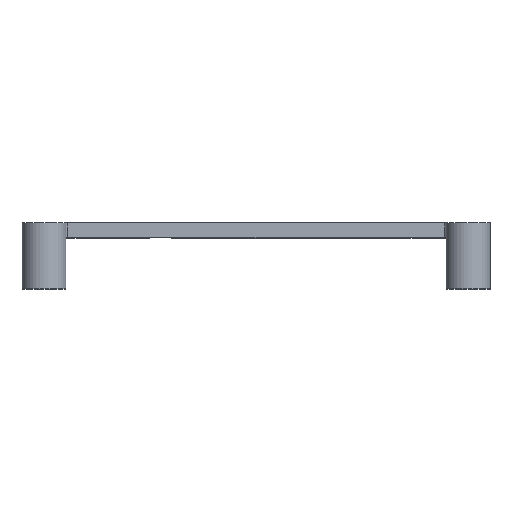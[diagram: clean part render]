
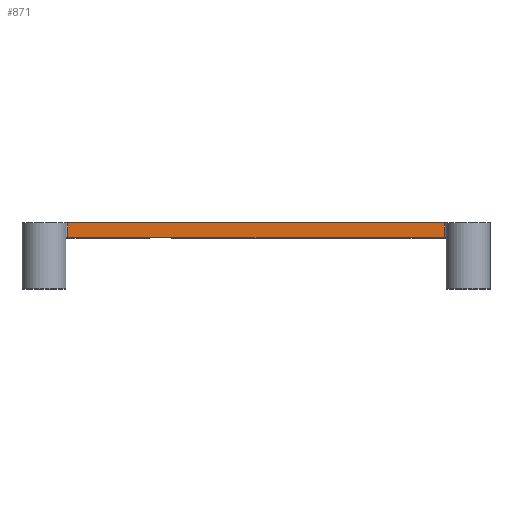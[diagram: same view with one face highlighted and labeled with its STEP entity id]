
A CAD part, top view. The second image highlights one B-rep face of the part: STEP entity #871.
In plain terms, the highlighted planar face has unit normal (0, 0, 1).
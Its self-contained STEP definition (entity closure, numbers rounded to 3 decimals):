
#33=PLANE('',#959);
#66=FACE_OUTER_BOUND('',#113,.T.);
#113=EDGE_LOOP('',(#675,#676,#677,#678));
#159=LINE('',#1313,#239);
#191=LINE('',#1418,#271);
#194=LINE('',#1425,#274);
#196=LINE('',#1430,#276);
#239=VECTOR('',#1037,10.);
#271=VECTOR('',#1135,10.);
#274=VECTOR('',#1142,10.);
#276=VECTOR('',#1148,10.);
#372=VERTEX_POINT('',#1310);
#373=VERTEX_POINT('',#1312);
#413=VERTEX_POINT('',#1416);
#415=VERTEX_POINT('',#1424);
#459=EDGE_CURVE('',#373,#372,#159,.T.);
#512=EDGE_CURVE('',#413,#372,#191,.T.);
#515=EDGE_CURVE('',#373,#415,#194,.T.);
#518=EDGE_CURVE('',#415,#413,#196,.T.);
#675=ORIENTED_EDGE('',*,*,#512,.F.);
#676=ORIENTED_EDGE('',*,*,#518,.F.);
#677=ORIENTED_EDGE('',*,*,#515,.F.);
#678=ORIENTED_EDGE('',*,*,#459,.T.);
#871=ADVANCED_FACE('',(#66),#33,.T.);
#959=AXIS2_PLACEMENT_3D('',#1429,#1146,#1147);
#1037=DIRECTION('',(1.,0.,0.));
#1135=DIRECTION('',(0.,-1.,0.));
#1142=DIRECTION('',(0.,1.,0.));
#1146=DIRECTION('center_axis',(0.,0.,1.));
#1147=DIRECTION('ref_axis',(1.,0.,0.));
#1148=DIRECTION('',(1.,0.,0.));
#1310=CARTESIAN_POINT('',(54.75,0.,-4.));
#1312=CARTESIAN_POINT('',(3.25,0.,-4.));
#1313=CARTESIAN_POINT('',(3.,0.,-4.));
#1416=CARTESIAN_POINT('',(54.75,2.,-4.));
#1418=CARTESIAN_POINT('',(54.75,0.,-4.));
#1424=CARTESIAN_POINT('',(3.25,2.,-4.));
#1425=CARTESIAN_POINT('',(3.25,0.,-4.));
#1429=CARTESIAN_POINT('Origin',(3.,0.,-4.));
#1430=CARTESIAN_POINT('',(3.,2.,-4.));
